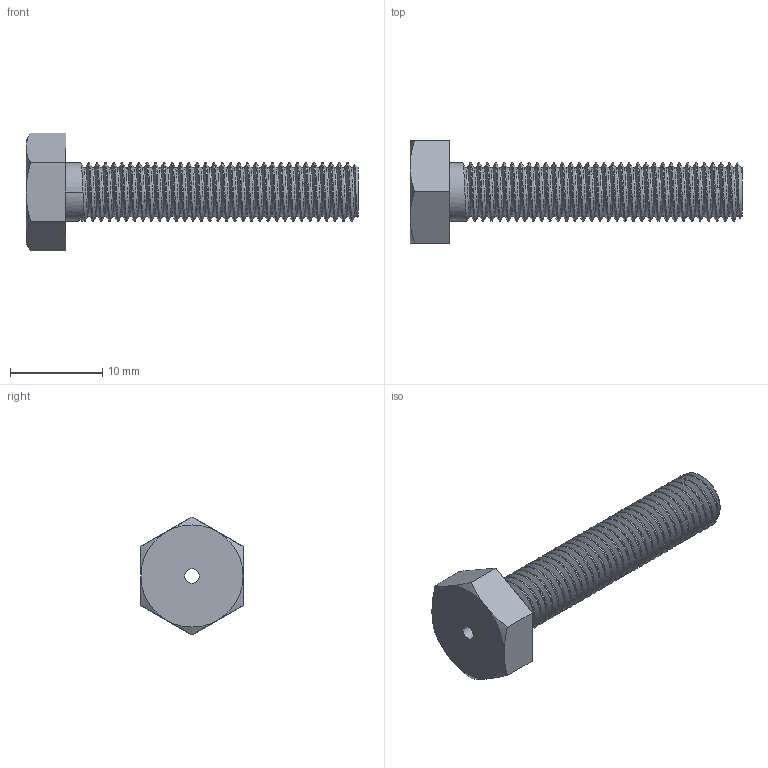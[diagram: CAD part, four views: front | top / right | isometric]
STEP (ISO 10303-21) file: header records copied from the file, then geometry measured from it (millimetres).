
FILE_DESCRIPTION((''),'2;1');
FILE_NAME('001_HEX_HEAD_SCREWS_INCH_ASM','2023-11-13T',('SYSTEM'),(''),'PRO/ENGINEER BY PARAMETRIC TECHNOLOGY CORPORATION, 2016360','PRO/ENGINEER BY PARAMETRIC TECHNOLOGY CORPORATION, 2016360','');
FILE_SCHEMA(('AUTOMOTIVE_DESIGN { 1 0 10303 214 1 1 1 1 }'));
Length unit declared in the file: inch
Products named in the file (2): H-F250_AF0; 001_HEX_HEAD_SCREWS_INCH_ASM
Assembly tree (1 placements, depth 2):
  001_HEX_HEAD_SCREWS_INCH_ASM
    H-F250_AF0
Bounding box: 36.07 x 11.1 x 12.82 mm (x, y, z)
Volume: 1230.8 mm3; surface area: 1493.8 mm2
Topology: 1 solids, 1 shells, 115 faces, 310 edges, 198 vertices
Faces by surface type: cylinder 68, bspline 30, plane 9, cone 8
Entity records: 12338 total; most frequent: CARTESIAN_POINT 9713, ORIENTED_EDGE 620, EDGE_CURVE 310, DIRECTION 305, VERTEX_POINT 198, B_SPLINE_CURVE_WITH_KNOTS 196, EDGE_LOOP 118, FACE_OUTER_BOUND 115
